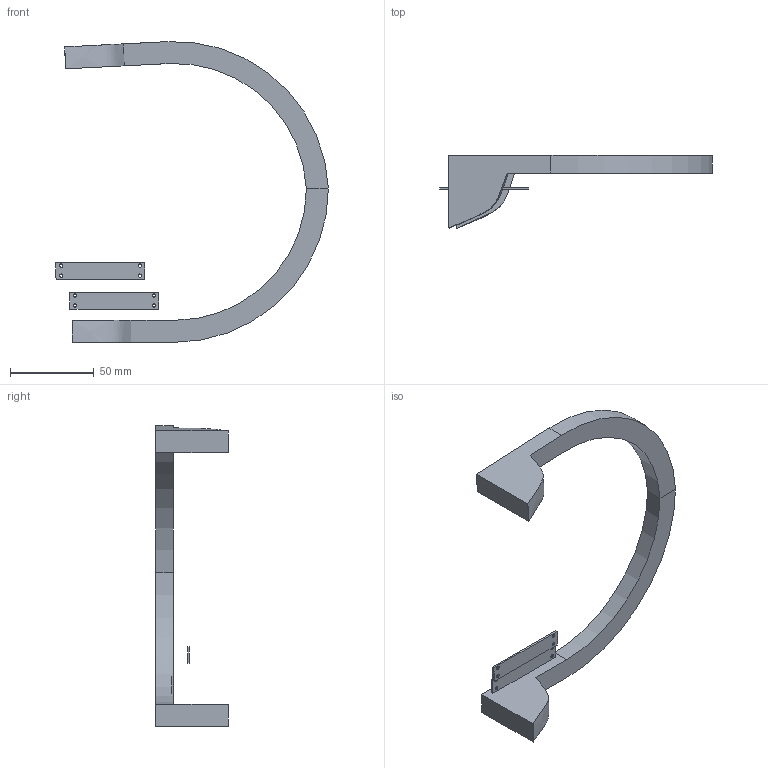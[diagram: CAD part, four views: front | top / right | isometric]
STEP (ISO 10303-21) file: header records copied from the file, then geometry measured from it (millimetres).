
FILE_DESCRIPTION(/* description */ (''),/* implementation_level */ '2;1');
FILE_NAME(/* name */ 'headset v21.step',/* time_stamp */ '2019-09-06T09:50:02+02:00',/* author */ (''),/* organization */ (''),/* preprocessor_version */ 'ST-DEVELOPER v18',/* originating_system */ 'Autodesk Translation Framework v8.6.0.1094',/* authorisation */ '');
FILE_SCHEMA (('AUTOMOTIVE_DESIGN { 1 0 10303 214 3 1 1 }'));
Length unit declared in the file: millimetre
Products named in the file (1): headset
Bounding box: 162.86 x 43.29 x 179.52 mm (x, y, z)
Volume: 61129.9 mm3; surface area: 30193.8 mm2
Topology: 4 solids, 4 shells, 70 faces, 180 edges, 120 vertices
Faces by surface type: plane 56, cylinder 12, bspline 2
Full cylindrical faces by diameter (mm): 2 x8
Entity records: 2685 total; most frequent: CARTESIAN_POINT 899, ORIENTED_EDGE 360, DIRECTION 336, EDGE_CURVE 180, LINE 150, VECTOR 150, VERTEX_POINT 120, AXIS2_PLACEMENT_3D 93
